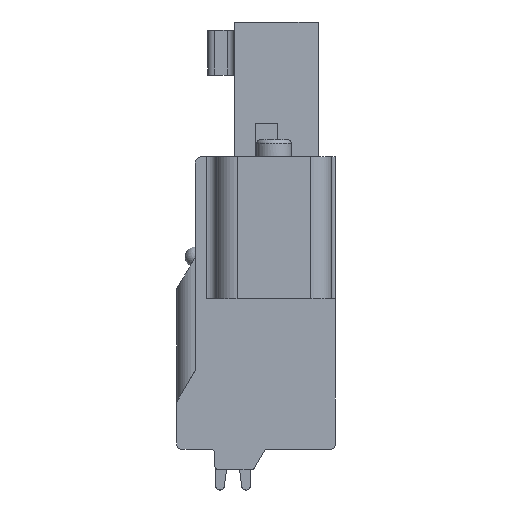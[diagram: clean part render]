
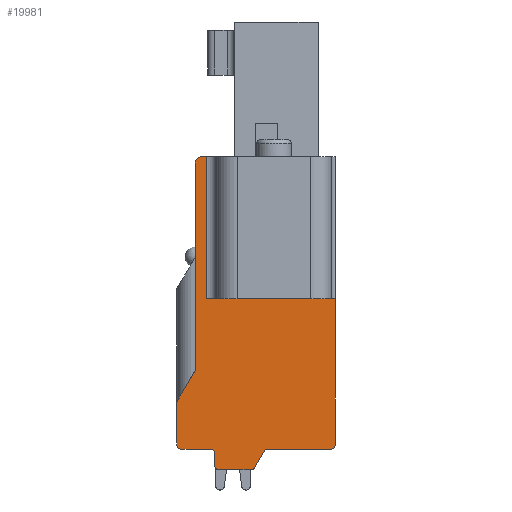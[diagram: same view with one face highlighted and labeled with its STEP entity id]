
A CAD part, front view. The second image highlights one B-rep face of the part: STEP entity #19981.
In plain terms, the highlighted planar face has unit normal (0, -1, 0).
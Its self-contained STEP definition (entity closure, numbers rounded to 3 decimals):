
#94=DIRECTION('',(-1.,0.,0.));
#95=VECTOR('',#94,0.25);
#96=CARTESIAN_POINT('',(-6.3,-11.43,0.));
#97=LINE('',#96,#95);
#2293=DIRECTION('',(0.,0.,-1.));
#2294=VECTOR('',#2293,10.141);
#2295=CARTESIAN_POINT('',(-6.85,-11.43,
-0.3));
#2296=LINE('',#2295,#2294);
#2532=DIRECTION('',(0.,0.,-1.));
#2533=VECTOR('',#2532,2.1);
#2534=CARTESIAN_POINT('',(-7.75,-11.43,-12.));
#2535=LINE('',#2534,#2533);
#2548=DIRECTION('',(1.,0.,0.));
#2549=VECTOR('',#2548,1.45);
#2550=CARTESIAN_POINT('',(-7.55,-11.43,-14.3));
#2551=LINE('',#2550,#2549);
#2556=DIRECTION('',(1.,0.,0.));
#2557=VECTOR('',#2556,3.107);
#2558=CARTESIAN_POINT('',(-3.307,-11.43,-14.3));
#2559=LINE('',#2558,#2557);
#2924=DIRECTION('',(0.,0.,1.));
#2925=VECTOR('',#2924,7.15);
#2926=CARTESIAN_POINT('',(0.,-11.43,-14.1));
#2927=LINE('',#2926,#2925);
#3402=DIRECTION('',(1.,0.,0.));
#3403=VECTOR('',#3402,6.3);
#3404=CARTESIAN_POINT('',(-6.3,-11.43,-6.95));
#3405=LINE('',#3404,#3403);
#3406=CARTESIAN_POINT('',(-0.2,-11.43,-14.1));
#3407=DIRECTION('',(0.,1.,0.));
#3408=DIRECTION('',(1.,0.,0.));
#3409=AXIS2_PLACEMENT_3D('',#3406,#3407,#3408);
#3411=CARTESIAN_POINT('',(-3.307,-11.43,-14.5));
#3412=DIRECTION('',(0.,-1.,0.));
#3413=DIRECTION('',(0.,0.,1.));
#3414=AXIS2_PLACEMENT_3D('',#3411,#3412,#3413);
#3416=DIRECTION('',(-0.5,0.,-0.866));
#3417=VECTOR('',#3416,0.924);
#3418=CARTESIAN_POINT('',(-3.48,-11.43,
-14.4));
#3419=LINE('',#3418,#3417);
#3420=CARTESIAN_POINT('',(-4.115,-11.43,-15.1));
#3421=DIRECTION('',(0.,1.,0.));
#3422=DIRECTION('',(0.866,0.,-0.5));
#3423=AXIS2_PLACEMENT_3D('',#3420,#3421,#3422);
#3425=CARTESIAN_POINT('',(-5.7,-11.43,-15.1));
#3426=DIRECTION('',(0.,1.,0.));
#3427=DIRECTION('',(0.,0.,-1.));
#3428=AXIS2_PLACEMENT_3D('',#3425,#3426,#3427);
#3430=CARTESIAN_POINT('',(-6.1,-11.43,-14.5));
#3431=DIRECTION('',(0.,-1.,0.));
#3432=DIRECTION('',(1.,0.,0.));
#3433=AXIS2_PLACEMENT_3D('',#3430,#3431,#3432);
#3435=CARTESIAN_POINT('',(-7.55,-11.43,-14.1));
#3436=DIRECTION('',(0.,1.,0.));
#3437=DIRECTION('',(0.,0.,-1.));
#3438=AXIS2_PLACEMENT_3D('',#3435,#3436,#3437);
#3440=DIRECTION('',(0.5,0.,0.866));
#3441=VECTOR('',#3440,1.8);
#3442=CARTESIAN_POINT('',(-7.75,-11.43,-12.));
#3443=LINE('',#3442,#3441);
#3444=CARTESIAN_POINT('',(-6.55,-11.43,-0.3));
#3445=DIRECTION('',(0.,1.,0.));
#3446=DIRECTION('',(-1.,0.,0.));
#3447=AXIS2_PLACEMENT_3D('',#3444,#3445,#3446);
#3453=DIRECTION('',(0.,0.,1.));
#3454=VECTOR('',#3453,6.95);
#3455=CARTESIAN_POINT('',(-6.3,-11.43,-6.95));
#3456=LINE('',#3455,#3454);
#3739=DIRECTION('',(0.,0.,-1.));
#3740=VECTOR('',#3739,0.6);
#3741=CARTESIAN_POINT('',(-5.9,-11.43,-14.5));
#3742=LINE('',#3741,#3740);
#3751=DIRECTION('',(1.,0.,0.));
#3752=VECTOR('',#3751,1.585);
#3753=CARTESIAN_POINT('',(-5.7,-11.43,-15.3));
#3754=LINE('',#3753,#3752);
#12277=CARTESIAN_POINT('',(-6.3,-11.43,0.));
#12278=VERTEX_POINT('',#12277);
#12279=CARTESIAN_POINT('',(-6.55,-11.43,0.));
#12280=VERTEX_POINT('',#12279);
#12377=CARTESIAN_POINT('',(0.,-11.43,-14.1));
#12378=CARTESIAN_POINT('',(0.,-11.43,-6.95));
#12379=VERTEX_POINT('',#12377);
#12380=VERTEX_POINT('',#12378);
#12381=CARTESIAN_POINT('',(-0.2,-11.43,-14.3));
#12382=VERTEX_POINT('',#12381);
#12383=CARTESIAN_POINT('',(-7.55,-11.43,-14.3));
#12384=CARTESIAN_POINT('',(-6.1,-11.43,-14.3));
#12385=VERTEX_POINT('',#12383);
#12386=VERTEX_POINT('',#12384);
#12391=CARTESIAN_POINT('',(-3.307,-11.43,-14.3));
#12392=VERTEX_POINT('',#12391);
#12972=CARTESIAN_POINT('',(-7.75,-11.43,-14.1));
#12973=VERTEX_POINT('',#12972);
#12984=CARTESIAN_POINT('',(-7.75,-11.43,-12.));
#12985=VERTEX_POINT('',#12984);
#13024=CARTESIAN_POINT('',(-6.85,-11.43,
-0.3));
#13025=VERTEX_POINT('',#13024);
#13026=CARTESIAN_POINT('',(-6.85,-11.43,
-10.441));
#13027=VERTEX_POINT('',#13026);
#13344=CARTESIAN_POINT('',(-6.3,-11.43,-6.95));
#13345=VERTEX_POINT('',#13344);
#13346=CARTESIAN_POINT('',(-3.48,-11.43,
-14.4));
#13347=VERTEX_POINT('',#13346);
#13348=CARTESIAN_POINT('',(-3.942,-11.43,
-15.2));
#13349=VERTEX_POINT('',#13348);
#13350=CARTESIAN_POINT('',(-4.115,-11.43,-15.3));
#13351=VERTEX_POINT('',#13350);
#13352=CARTESIAN_POINT('',(-5.7,-11.43,-15.3));
#13353=VERTEX_POINT('',#13352);
#13354=CARTESIAN_POINT('',(-5.9,-11.43,-15.1));
#13355=VERTEX_POINT('',#13354);
#13356=CARTESIAN_POINT('',(-5.9,-11.43,-14.5));
#13357=VERTEX_POINT('',#13356);
#19944=CARTESIAN_POINT('',(0.,-11.43,0.));
#19945=DIRECTION('',(0.,1.,0.));
#19946=DIRECTION('',(1.,0.,0.));
#19947=AXIS2_PLACEMENT_3D('',#19944,#19945,#19946);
#19948=PLANE('',#19947);
#19950=ORIENTED_EDGE('',*,*,#19949,.F.);
#19952=ORIENTED_EDGE('',*,*,#19951,.T.);
#19953=ORIENTED_EDGE('',*,*,#19348,.F.);
#19954=ORIENTED_EDGE('',*,*,#19332,.T.);
#19955=ORIENTED_EDGE('',*,*,#18963,.F.);
#19957=ORIENTED_EDGE('',*,*,#19956,.T.);
#19959=ORIENTED_EDGE('',*,*,#19958,.T.);
#19961=ORIENTED_EDGE('',*,*,#19960,.T.);
#19963=ORIENTED_EDGE('',*,*,#19962,.F.);
#19965=ORIENTED_EDGE('',*,*,#19964,.T.);
#19967=ORIENTED_EDGE('',*,*,#19966,.F.);
#19969=ORIENTED_EDGE('',*,*,#19968,.T.);
#19970=ORIENTED_EDGE('',*,*,#18955,.F.);
#19971=ORIENTED_EDGE('',*,*,#18932,.T.);
#19972=ORIENTED_EDGE('',*,*,#18917,.F.);
#19974=ORIENTED_EDGE('',*,*,#19973,.T.);
#19975=ORIENTED_EDGE('',*,*,#18593,.F.);
#19977=ORIENTED_EDGE('',*,*,#19976,.T.);
#19978=ORIENTED_EDGE('',*,*,#15852,.F.);
#19979=EDGE_LOOP('',(#19950,#19952,#19953,#19954,#19955,#19957,#19959,#19961,
#19963,#19965,#19967,#19969,#19970,#19971,#19972,#19974,#19975,#19977,#19978));
#19980=FACE_OUTER_BOUND('',#19979,.F.);
#3410=CIRCLE('',#3409,0.2);
#3415=CIRCLE('',#3414,0.2);
#3424=CIRCLE('',#3423,0.2);
#3429=CIRCLE('',#3428,0.2);
#3434=CIRCLE('',#3433,0.2);
#3439=CIRCLE('',#3438,0.2);
#3448=CIRCLE('',#3447,0.3);
#15852=EDGE_CURVE('',#12278,#12280,#97,.T.);
#18593=EDGE_CURVE('',#13025,#13027,#2296,.T.);
#18917=EDGE_CURVE('',#12985,#12973,#2535,.T.);
#18932=EDGE_CURVE('',#12385,#12973,#3439,.T.);
#18955=EDGE_CURVE('',#12385,#12386,#2551,.T.);
#18963=EDGE_CURVE('',#12392,#12382,#2559,.T.);
#19332=EDGE_CURVE('',#12379,#12382,#3410,.T.);
#19348=EDGE_CURVE('',#12379,#12380,#2927,.T.);
#19949=EDGE_CURVE('',#13345,#12278,#3456,.T.);
#19951=EDGE_CURVE('',#13345,#12380,#3405,.T.);
#19956=EDGE_CURVE('',#12392,#13347,#3415,.T.);
#19958=EDGE_CURVE('',#13347,#13349,#3419,.T.);
#19960=EDGE_CURVE('',#13349,#13351,#3424,.T.);
#19962=EDGE_CURVE('',#13353,#13351,#3754,.T.);
#19964=EDGE_CURVE('',#13353,#13355,#3429,.T.);
#19966=EDGE_CURVE('',#13357,#13355,#3742,.T.);
#19968=EDGE_CURVE('',#13357,#12386,#3434,.T.);
#19973=EDGE_CURVE('',#12985,#13027,#3443,.T.);
#19976=EDGE_CURVE('',#13025,#12280,#3448,.T.);
#19981=ADVANCED_FACE('',(#19980),#19948,.F.);
